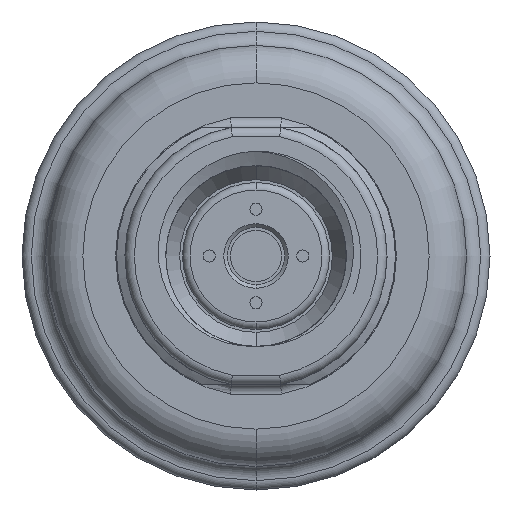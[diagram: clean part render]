
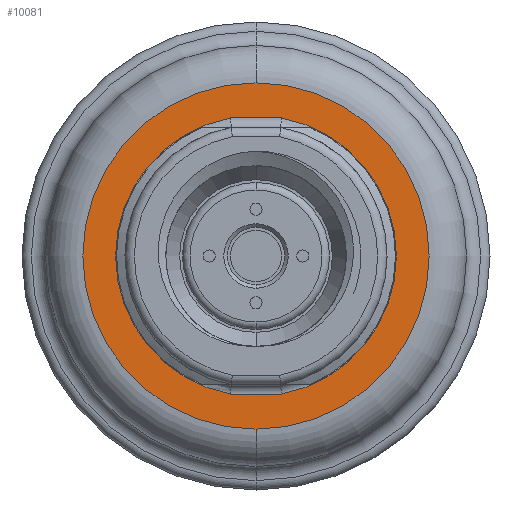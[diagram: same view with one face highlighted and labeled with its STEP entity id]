
A CAD part, front view. The second image highlights one B-rep face of the part: STEP entity #10081.
In plain terms, the highlighted planar face has unit normal (0, -1, 0).
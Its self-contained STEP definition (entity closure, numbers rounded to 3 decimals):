
#2763=CARTESIAN_POINT('',(0.,-3.,0.));
#2764=DIRECTION('',(0.,-1.,0.));
#2765=DIRECTION('',(0.,0.,-1.));
#2766=AXIS2_PLACEMENT_3D('',#2763,#2764,#2765);
#2768=CARTESIAN_POINT('',(0.,-3.,0.));
#2769=DIRECTION('',(0.,-1.,0.));
#2770=DIRECTION('',(0.,0.,1.));
#2771=AXIS2_PLACEMENT_3D('',#2768,#2769,#2770);
#2773=CARTESIAN_POINT('',(0.,-3.,0.));
#2774=DIRECTION('',(0.,-1.,0.));
#2775=DIRECTION('',(-0.182,0.,0.983));
#2776=AXIS2_PLACEMENT_3D('',#2773,#2774,#2775);
#2778=DIRECTION('',(1.,0.,0.));
#2779=VECTOR('',#2778,5.454);
#2780=CARTESIAN_POINT('',(-2.727,-3.,-14.75));
#2781=LINE('',#2780,#2779);
#2782=CARTESIAN_POINT('',(0.,-3.,0.));
#2783=DIRECTION('',(0.,-1.,0.));
#2784=DIRECTION('',(0.182,0.,-0.983));
#2785=AXIS2_PLACEMENT_3D('',#2782,#2783,#2784);
#2787=DIRECTION('',(-1.,0.,0.));
#2788=VECTOR('',#2787,5.454);
#2789=CARTESIAN_POINT('',(2.727,-3.,14.75));
#2790=LINE('',#2789,#2788);
#7503=CARTESIAN_POINT('',(-2.727,-3.,14.75));
#7504=CARTESIAN_POINT('',(-2.727,-3.,-14.75));
#7505=VERTEX_POINT('',#7503);
#7506=VERTEX_POINT('',#7504);
#7511=CARTESIAN_POINT('',(2.727,-3.,-14.75));
#7512=CARTESIAN_POINT('',(2.727,-3.,14.75));
#7513=VERTEX_POINT('',#7511);
#7514=VERTEX_POINT('',#7512);
#7763=CARTESIAN_POINT('',(0.,-3.,-18.5));
#7764=CARTESIAN_POINT('',(0.,-3.,18.5));
#7765=VERTEX_POINT('',#7763);
#7766=VERTEX_POINT('',#7764);
#10061=CARTESIAN_POINT('',(0.,-3.,0.));
#10062=DIRECTION('',(0.,-1.,0.));
#10063=DIRECTION('',(0.,0.,1.));
#10064=AXIS2_PLACEMENT_3D('',#10061,#10062,#10063);
#10065=PLANE('',#10064);
#10067=ORIENTED_EDGE('',*,*,#10066,.F.);
#10069=ORIENTED_EDGE('',*,*,#10068,.F.);
#10070=EDGE_LOOP('',(#10067,#10069));
#10071=FACE_OUTER_BOUND('',#10070,.F.);
#10072=ORIENTED_EDGE('',*,*,#10051,.T.);
#10074=ORIENTED_EDGE('',*,*,#10073,.T.);
#10076=ORIENTED_EDGE('',*,*,#10075,.T.);
#10078=ORIENTED_EDGE('',*,*,#10077,.T.);
#10079=EDGE_LOOP('',(#10072,#10074,#10076,#10078));
#10080=FACE_BOUND('',#10079,.F.);
#10081=ADVANCED_FACE('',(#10071,#10080),#10065,.T.);
#2767=CIRCLE('',#2766,18.5);
#2772=CIRCLE('',#2771,18.5);
#2777=CIRCLE('',#2776,15.);
#2786=CIRCLE('',#2785,15.);
#10051=EDGE_CURVE('',#7505,#7506,#2777,.T.);
#10066=EDGE_CURVE('',#7765,#7766,#2767,.T.);
#10068=EDGE_CURVE('',#7766,#7765,#2772,.T.);
#10073=EDGE_CURVE('',#7506,#7513,#2781,.T.);
#10075=EDGE_CURVE('',#7513,#7514,#2786,.T.);
#10077=EDGE_CURVE('',#7514,#7505,#2790,.T.);
